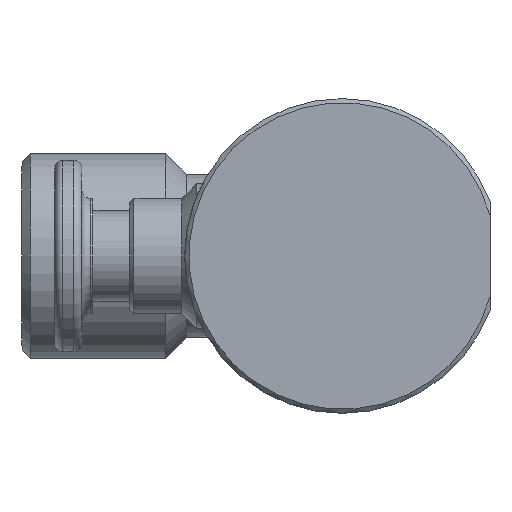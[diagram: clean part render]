
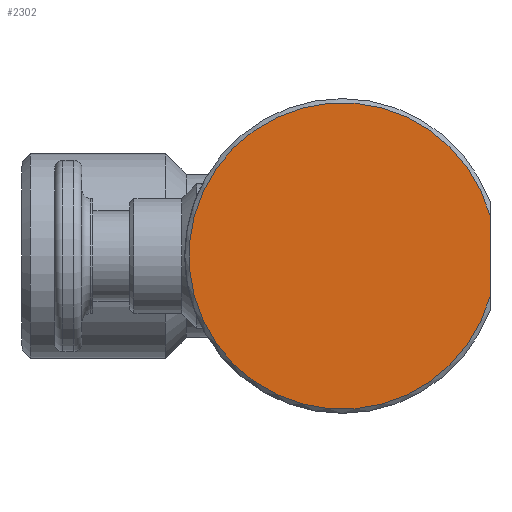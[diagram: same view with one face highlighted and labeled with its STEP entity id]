
A CAD part, left-side view. The second image highlights one B-rep face of the part: STEP entity #2302.
In plain terms, the highlighted planar face has unit normal (-1, 0, 0).
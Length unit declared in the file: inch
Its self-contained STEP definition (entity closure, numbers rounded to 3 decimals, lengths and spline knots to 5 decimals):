
#41=LINE($,#3340,#182);
#182=VECTOR($,#2646,0.29665);
#619=FACE_OUTER_BOUND($,#784,.T.);
#784=EDGE_LOOP($,(#2078,#2079));
#900=CIRCLE($,#2531,0.56);
#936=VERTEX_POINT($,#3338);
#937=VERTEX_POINT($,#3339);
#1161=EDGE_CURVE($,#936,#937,#41,.T.);
#1447=EDGE_CURVE($,#936,#937,#900,.T.);
#2078=ORIENTED_EDGE($,*,*,#1161,.T.);
#2079=ORIENTED_EDGE($,*,*,#1447,.F.);
#2178=PLANE($,#2530);
#2302=ADVANCED_FACE($,(#619),#2178,.T.);
#2530=AXIS2_PLACEMENT_3D($,#4217,#3115,#3116);
#2531=AXIS2_PLACEMENT_3D($,#4218,#3117,#3118);
#2646=DIRECTION($,(0.,0.,1.));
#3115=DIRECTION('center_axis',(-1.,0.,0.));
#3116=DIRECTION('ref_axis',(0.,0.,1.));
#3117=DIRECTION('center_axis',(1.,0.,0.));
#3118=DIRECTION('ref_axis',(0.,1.,0.));
#3338=CARTESIAN_POINT('',(0.,-0.54,-0.14832));
#3339=CARTESIAN_POINT('',(0.,-0.54,0.14832));
#3340=CARTESIAN_POINT($,(0.,-0.54,0.));
#4217=CARTESIAN_POINT('Origin',(0.,0.28,0.));
#4218=CARTESIAN_POINT('Origin',(0.,0.,0.));
